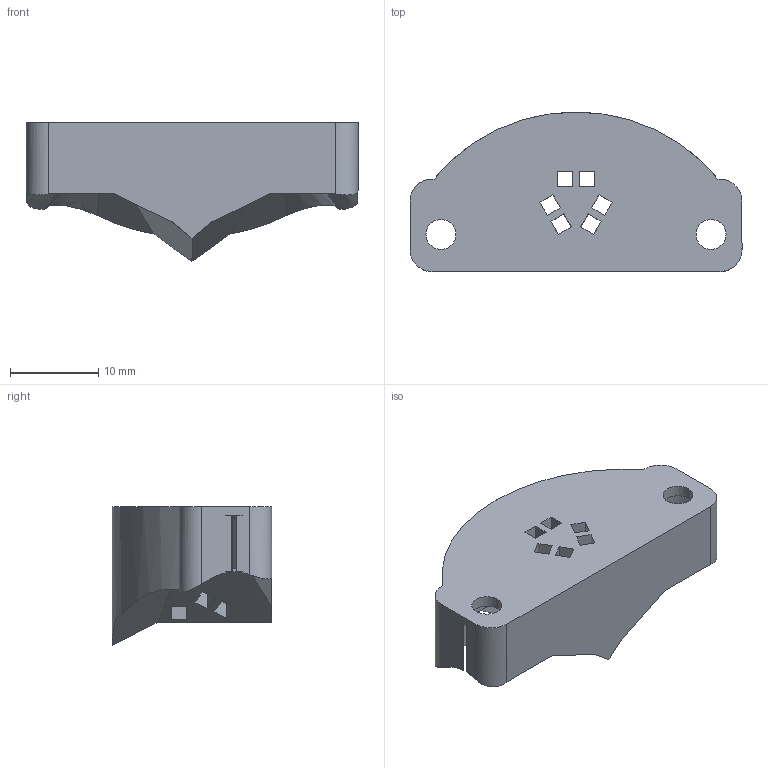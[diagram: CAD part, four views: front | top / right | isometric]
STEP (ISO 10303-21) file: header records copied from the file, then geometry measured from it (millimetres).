
FILE_DESCRIPTION (( 'STEP AP214' ), '1' );
FILE_NAME ('mount mag insertion support^kineklicky.STEP', '2022-03-19T02:23:45', ( '' ), ( '' ), 'SwSTEP 2.0', 'SolidWorks 2022', '' );
FILE_SCHEMA (( 'AUTOMOTIVE_DESIGN' ));
Length unit declared in the file: millimetre
Products named in the file (1): mount mag insertion support^kineklicky
Bounding box: 37.6 x 18.06 x 15.71 mm (x, y, z)
Volume: 3992.7 mm3; surface area: 2923.2 mm2
Topology: 1 solids, 1 shells, 88 faces, 240 edges, 154 vertices
Faces by surface type: plane 56, cylinder 20, cone 10, bspline 2
Entity records: 3010 total; most frequent: CARTESIAN_POINT 771, ORIENTED_EDGE 480, DIRECTION 420, EDGE_CURVE 240, LINE 166, VECTOR 166, VERTEX_POINT 154, AXIS2_PLACEMENT_3D 127
